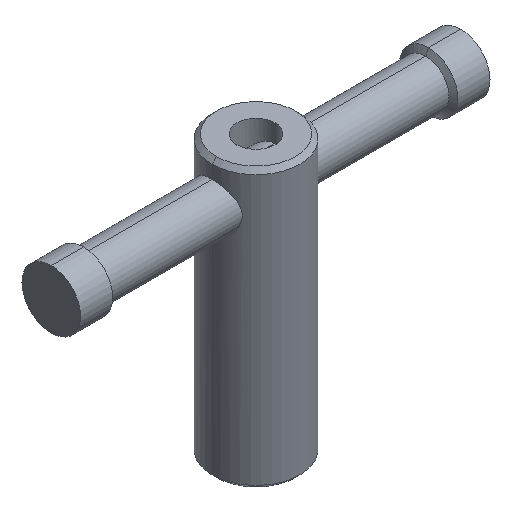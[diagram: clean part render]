
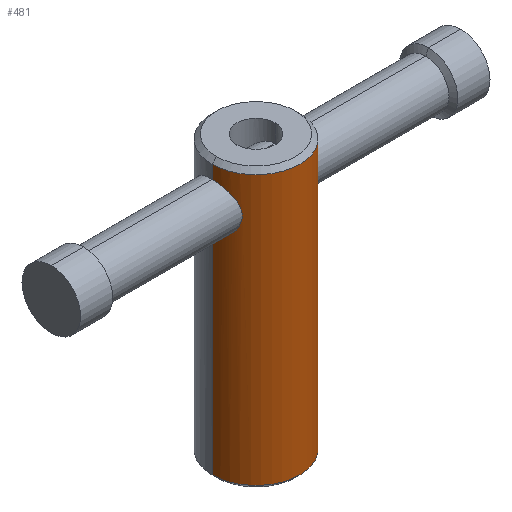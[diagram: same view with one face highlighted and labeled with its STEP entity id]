
A CAD part, isometric view. The second image highlights one B-rep face of the part: STEP entity #481.
In plain terms, the highlighted cylindrical face has radius 15 mm (diameter 30 mm), a partial arc.
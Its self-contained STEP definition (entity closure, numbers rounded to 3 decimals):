
#197=EDGE_CURVE('',#217,#357,#528,.T.);
#201=EDGE_CURVE('',#385,#315,#532,.T.);
#217=VERTEX_POINT('',#549);
#221=EDGE_CURVE('',#369,#271,#553,.T.);
#243=EDGE_CURVE('',#267,#277,#580,.T.);
#245=EDGE_CURVE('',#271,#267,#582,.T.);
#267=VERTEX_POINT('',#607);
#271=VERTEX_POINT('',#611);
#277=VERTEX_POINT('',#617);
#281=EDGE_CURVE('',#289,#217,#621,.T.);
#285=EDGE_CURVE('',#293,#289,#626,.T.);
#289=VERTEX_POINT('',#630);
#293=VERTEX_POINT('',#634);
#315=VERTEX_POINT('',#657);
#323=EDGE_CURVE('',#385,#369,#666,.T.);
#349=EDGE_CURVE('',#357,#315,#695,.T.);
#357=VERTEX_POINT('',#706);
#369=VERTEX_POINT('',#718);
#385=VERTEX_POINT('',#734);
#455=EDGE_CURVE('',#277,#293,#812,.T.);
#481=ADVANCED_FACE('',(#844),#845,.T.);
#528=B_SPLINE_CURVE_WITH_KNOTS('',3,(#891,#892,#893,#894,#895,#896,#897,#898,#899,#900,#901,#902,#903,#904,#905,#906,#907,#908),.UNSPECIFIED.,.F.,.F.,(4,2,2,2,2,2,2,2,4),(0.0,1.545,3.091,4.636,6.182,7.721,9.261,10.801,12.341),.UNSPECIFIED.);
#532=CIRCLE('',#914,15.0);
#549=CARTESIAN_POINT('',(12.689,-8.,81.));
#553=B_SPLINE_CURVE_WITH_KNOTS('',3,(#942,#943,#944,#945,#946,#947,#948,#949,#950,#951,#952,#953,#954,#955,#956,#957,#958,#959),.UNSPECIFIED.,.F.,.F.,(4,2,2,2,2,2,2,2,4),(37.022,38.561,40.101,41.641,43.181,44.726,46.271,47.817,49.362),.UNSPECIFIED.);
#580=LINE('',#993,#994);
#582=B_SPLINE_CURVE_WITH_KNOTS('',3,(#997,#998,#999,#1000,#1001,#1002,#1003,#1004,#1005,#1006,#1007,#1008,#1009,#1010,#1011,#1012,#1013,#1014),.UNSPECIFIED.,.F.,.F.,(4,2,2,2,2,2,2,2,4),(0.0,1.545,3.091,4.636,6.182,7.721,9.261,10.801,12.341),.UNSPECIFIED.);
#607=CARTESIAN_POINT('',(-15.,0.,73.));
#611=CARTESIAN_POINT('',(-12.689,-8.,81.));
#617=CARTESIAN_POINT('',(-15.,0.,1.5));
#621=B_SPLINE_CURVE_WITH_KNOTS('',3,(#1083,#1084,#1085,#1086,#1087,#1088,#1089,#1090,#1091,#1092,#1093,#1094,#1095,#1096,#1097,#1098,#1099,#1100),.UNSPECIFIED.,.F.,.F.,(4,2,2,2,2,2,2,2,4),(37.022,38.561,40.101,41.641,43.181,44.726,46.271,47.817,49.362),.UNSPECIFIED.);
#626=LINE('',#1106,#1107);
#630=CARTESIAN_POINT('',(15.0,0.,73.));
#634=CARTESIAN_POINT('',(15.0,0.,1.5));
#657=CARTESIAN_POINT('',(15.0,0.,93.5));
#666=LINE('',#1206,#1207);
#695=LINE('',#1249,#1250);
#706=CARTESIAN_POINT('',(15.0,0.,89.0));
#718=CARTESIAN_POINT('',(-15.,0.,89.0));
#734=CARTESIAN_POINT('',(-15.,0.,93.5));
#812=CIRCLE('',#1467,15.0);
#844=FACE_OUTER_BOUND('',#1572,.T.);
#845=CYLINDRICAL_SURFACE('',#1573,15.0);
#891=CARTESIAN_POINT('',(12.689,-8.,81.));
#892=CARTESIAN_POINT('',(12.689,-8.,81.515));
#893=CARTESIAN_POINT('',(12.721,-7.949,82.043));
#894=CARTESIAN_POINT('',(12.848,-7.742,83.086));
#895=CARTESIAN_POINT('',(12.943,-7.584,83.6));
#896=CARTESIAN_POINT('',(13.176,-7.173,84.581));
#897=CARTESIAN_POINT('',(13.313,-6.919,85.049));
#898=CARTESIAN_POINT('',(13.6,-6.336,85.912));
#899=CARTESIAN_POINT('',(13.75,-6.007,86.307));
#900=CARTESIAN_POINT('',(14.034,-5.308,87.006));
#901=CARTESIAN_POINT('',(14.18,-4.913,87.335));
#902=CARTESIAN_POINT('',(14.45,-4.05,87.918));
#903=CARTESIAN_POINT('',(14.575,-3.582,88.173));
#904=CARTESIAN_POINT('',(14.782,-2.599,88.585));
#905=CARTESIAN_POINT('',(14.864,-2.084,88.742));
#906=CARTESIAN_POINT('',(14.973,-1.041,88.95));
#907=CARTESIAN_POINT('',(15.0,-0.513,89.0));
#908=CARTESIAN_POINT('',(15.0,0.,89.0));
#914=AXIS2_PLACEMENT_3D('',#1615,#1616,#1617);
#942=CARTESIAN_POINT('',(-15.,0.,89.0));
#943=CARTESIAN_POINT('',(-15.,-0.513,89.0));
#944=CARTESIAN_POINT('',(-14.973,-1.041,88.95));
#945=CARTESIAN_POINT('',(-14.864,-2.084,88.742));
#946=CARTESIAN_POINT('',(-14.782,-2.599,88.585));
#947=CARTESIAN_POINT('',(-14.575,-3.582,88.173));
#948=CARTESIAN_POINT('',(-14.45,-4.05,87.918));
#949=CARTESIAN_POINT('',(-14.18,-4.913,87.335));
#950=CARTESIAN_POINT('',(-14.034,-5.308,87.006));
#951=CARTESIAN_POINT('',(-13.75,-6.007,86.307));
#952=CARTESIAN_POINT('',(-13.6,-6.336,85.912));
#953=CARTESIAN_POINT('',(-13.313,-6.919,85.049));
#954=CARTESIAN_POINT('',(-13.176,-7.173,84.581));
#955=CARTESIAN_POINT('',(-12.943,-7.584,83.6));
#956=CARTESIAN_POINT('',(-12.848,-7.742,83.086));
#957=CARTESIAN_POINT('',(-12.721,-7.949,82.043));
#958=CARTESIAN_POINT('',(-12.689,-8.,81.515));
#959=CARTESIAN_POINT('',(-12.689,-8.,81.));
#993=CARTESIAN_POINT('',(-15.,0.,47.5));
#994=VECTOR('',#1681,1.0);
#997=CARTESIAN_POINT('',(-12.689,-8.,81.));
#998=CARTESIAN_POINT('',(-12.689,-8.,80.485));
#999=CARTESIAN_POINT('',(-12.721,-7.949,79.957));
#1000=CARTESIAN_POINT('',(-12.848,-7.742,78.914));
#1001=CARTESIAN_POINT('',(-12.943,-7.584,78.4));
#1002=CARTESIAN_POINT('',(-13.176,-7.173,77.419));
#1003=CARTESIAN_POINT('',(-13.313,-6.919,76.951));
#1004=CARTESIAN_POINT('',(-13.6,-6.336,76.088));
#1005=CARTESIAN_POINT('',(-13.75,-6.007,75.693));
#1006=CARTESIAN_POINT('',(-14.034,-5.308,74.994));
#1007=CARTESIAN_POINT('',(-14.18,-4.913,74.665));
#1008=CARTESIAN_POINT('',(-14.45,-4.05,74.082));
#1009=CARTESIAN_POINT('',(-14.575,-3.582,73.827));
#1010=CARTESIAN_POINT('',(-14.782,-2.599,73.415));
#1011=CARTESIAN_POINT('',(-14.864,-2.084,73.258));
#1012=CARTESIAN_POINT('',(-14.973,-1.041,73.05));
#1013=CARTESIAN_POINT('',(-15.,-0.513,73.));
#1014=CARTESIAN_POINT('',(-15.,0.,73.));
#1083=CARTESIAN_POINT('',(15.0,0.,73.));
#1084=CARTESIAN_POINT('',(15.0,-0.513,73.));
#1085=CARTESIAN_POINT('',(14.973,-1.041,73.05));
#1086=CARTESIAN_POINT('',(14.864,-2.084,73.258));
#1087=CARTESIAN_POINT('',(14.782,-2.599,73.415));
#1088=CARTESIAN_POINT('',(14.575,-3.582,73.827));
#1089=CARTESIAN_POINT('',(14.45,-4.05,74.082));
#1090=CARTESIAN_POINT('',(14.18,-4.913,74.665));
#1091=CARTESIAN_POINT('',(14.034,-5.308,74.994));
#1092=CARTESIAN_POINT('',(13.75,-6.007,75.693));
#1093=CARTESIAN_POINT('',(13.6,-6.336,76.088));
#1094=CARTESIAN_POINT('',(13.313,-6.919,76.951));
#1095=CARTESIAN_POINT('',(13.176,-7.173,77.419));
#1096=CARTESIAN_POINT('',(12.943,-7.584,78.4));
#1097=CARTESIAN_POINT('',(12.848,-7.742,78.914));
#1098=CARTESIAN_POINT('',(12.721,-7.949,79.957));
#1099=CARTESIAN_POINT('',(12.689,-8.,80.485));
#1100=CARTESIAN_POINT('',(12.689,-8.,81.));
#1106=CARTESIAN_POINT('',(15.0,0.,47.5));
#1107=VECTOR('',#1733,1.0);
#1206=CARTESIAN_POINT('',(-15.,0.,47.5));
#1207=VECTOR('',#1767,1.0);
#1249=CARTESIAN_POINT('',(15.0,0.,47.5));
#1250=VECTOR('',#1807,1.0);
#1467=AXIS2_PLACEMENT_3D('',#1919,#1920,#1921);
#1572=EDGE_LOOP('',(#1969,#1970,#1971,#1972,#1973,#1974,#1975,#1976,#1977,#1978));
#1573=AXIS2_PLACEMENT_3D('',#1979,#1980,#1981);
#1615=CARTESIAN_POINT('',(0.,0.,93.5));
#1616=DIRECTION('',(0.0,-0.0,1.0));
#1617=DIRECTION('',(1.0,0.,0.0));
#1681=DIRECTION('',(-0.0,-0.0,-1.0));
#1733=DIRECTION('',(0.0,0.0,1.0));
#1767=DIRECTION('',(-0.0,-0.0,-1.0));
#1807=DIRECTION('',(0.0,0.0,1.0));
#1919=CARTESIAN_POINT('',(0.,0.,1.5));
#1920=DIRECTION('',(0.0,-0.0,1.0));
#1921=DIRECTION('',(1.0,0.,0.0));
#1969=ORIENTED_EDGE('',*,*,#285,.T.);
#1970=ORIENTED_EDGE('',*,*,#281,.T.);
#1971=ORIENTED_EDGE('',*,*,#197,.T.);
#1972=ORIENTED_EDGE('',*,*,#349,.T.);
#1973=ORIENTED_EDGE('',*,*,#201,.F.);
#1974=ORIENTED_EDGE('',*,*,#323,.T.);
#1975=ORIENTED_EDGE('',*,*,#221,.T.);
#1976=ORIENTED_EDGE('',*,*,#245,.T.);
#1977=ORIENTED_EDGE('',*,*,#243,.T.);
#1978=ORIENTED_EDGE('',*,*,#455,.T.);
#1979=CARTESIAN_POINT('',(0.,0.,47.5));
#1980=DIRECTION('',(-0.0,0.0,-1.0));
#1981=DIRECTION('',(1.0,0.,0.0));
